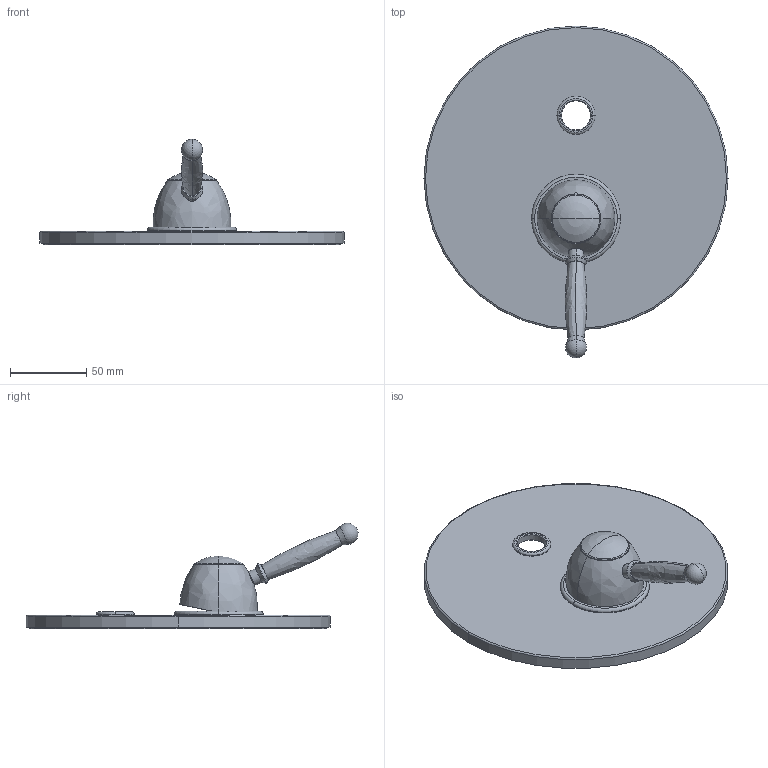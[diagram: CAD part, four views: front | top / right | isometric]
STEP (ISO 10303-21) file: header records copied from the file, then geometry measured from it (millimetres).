
FILE_DESCRIPTION((''),'2;1');
FILE_NAME('GI015CREST','2021-11-10T15:31:03',('ut3'),('PAFFONI SpA'),'CREO PARAMETRIC BY PTC INC, 2020044','CREO PARAMETRIC BY PTC INC, 2020044','');
FILE_SCHEMA(('CONFIG_CONTROL_DESIGN','SHAPE_APPEARANCE_LAYERS_GROUPS'));
Length unit declared in the file: millimetre
Products named in the file (1): GI015CREST
Bounding box: 200 x 218.38 x 69.34 mm (x, y, z)
Volume: 175211.4 mm3; surface area: 96183 mm2
Topology: 1 solids, 1 shells, 238 faces, 607 edges, 385 vertices
Faces by surface type: plane 119, cylinder 54, cone 28, torus 25, bspline 6, sphere 6
Entity records: 9435 total; most frequent: CARTESIAN_POINT 1786, DIRECTION 1326, ORIENTED_EDGE 1202, EDGE_CURVE 601, AXIS2_PLACEMENT_3D 531, VERTEX_POINT 385, CIRCLE 299, VECTOR 264
